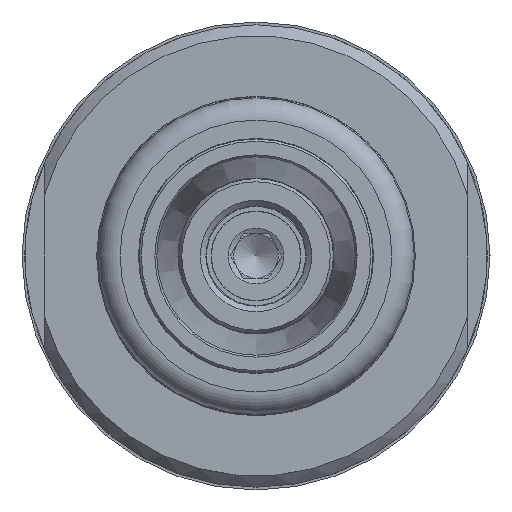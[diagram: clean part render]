
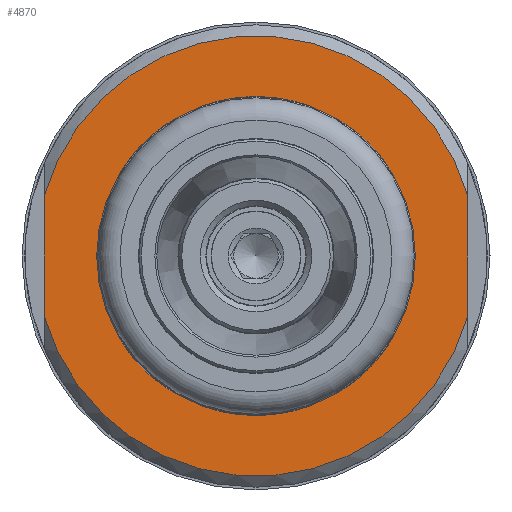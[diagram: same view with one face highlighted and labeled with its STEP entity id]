
A CAD part, left-side view. The second image highlights one B-rep face of the part: STEP entity #4870.
In plain terms, the highlighted planar face has unit normal (-1, 0, 0).
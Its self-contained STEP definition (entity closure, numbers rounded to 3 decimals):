
#356=LINE('',#9471,#658);
#357=LINE('',#9473,#659);
#658=VECTOR('',#6555,10.782);
#659=VECTOR('',#6556,10.782);
#857=FACE_BOUND('',#1907,.T.);
#1491=FACE_OUTER_BOUND('',#1906,.T.);
#1906=EDGE_LOOP('',(#4298,#4299,#4300,#4301));
#1907=EDGE_LOOP('',(#4302));
#2193=CIRCLE('',#5346,19.75);
#2194=CIRCLE('',#5348,19.75);
#2195=CIRCLE('',#5349,8.);
#2617=VERTEX_POINT('',#9457);
#2620=VERTEX_POINT('',#9464);
#2621=VERTEX_POINT('',#9470);
#2622=VERTEX_POINT('',#9472);
#2623=VERTEX_POINT('',#9475);
#3205=EDGE_CURVE('',#2620,#2617,#2193,.T.);
#3206=EDGE_CURVE('',#2621,#2617,#356,.T.);
#3207=EDGE_CURVE('',#2620,#2622,#357,.T.);
#3208=EDGE_CURVE('',#2621,#2622,#2194,.T.);
#3209=EDGE_CURVE('',#2623,#2623,#2195,.T.);
#4298=ORIENTED_EDGE('',*,*,#3206,.T.);
#4299=ORIENTED_EDGE('',*,*,#3205,.F.);
#4300=ORIENTED_EDGE('',*,*,#3207,.T.);
#4301=ORIENTED_EDGE('',*,*,#3208,.F.);
#4302=ORIENTED_EDGE('',*,*,#3209,.T.);
#4588=PLANE('',#5347);
#4870=ADVANCED_FACE('',(#1491,#857),#4588,.T.);
#5346=AXIS2_PLACEMENT_3D('',#9468,#6551,#6552);
#5347=AXIS2_PLACEMENT_3D('',#9469,#6553,#6554);
#5348=AXIS2_PLACEMENT_3D('',#9474,#6557,#6558);
#5349=AXIS2_PLACEMENT_3D('',#9476,#6559,#6560);
#6551=DIRECTION('center_axis',(1.,0.,0.));
#6552=DIRECTION('ref_axis',(0.,0.,
1.));
#6553=DIRECTION('center_axis',(-1.,0.,0.));
#6554=DIRECTION('ref_axis',(0.,-1.,0.));
#6555=DIRECTION('',(0.,0.,-1.));
#6556=DIRECTION('',(0.,0.,1.));
#6557=DIRECTION('center_axis',(1.,0.,0.));
#6558=DIRECTION('ref_axis',(0.,0.,
1.));
#6559=DIRECTION('center_axis',(1.,0.,0.));
#6560=DIRECTION('ref_axis',(0.,0.,
1.));
#9457=CARTESIAN_POINT('',(-87.5,19.,-5.391));
#9464=CARTESIAN_POINT('',(-87.5,-19.,-5.391));
#9468=CARTESIAN_POINT('Origin',(-87.5,0.,
0.));
#9469=CARTESIAN_POINT('Origin',(-87.5,0.,
13.875));
#9470=CARTESIAN_POINT('',(-87.5,19.,5.391));
#9471=CARTESIAN_POINT('',(-87.5,19.,1.392));
#9472=CARTESIAN_POINT('',(-87.5,-19.,5.391));
#9473=CARTESIAN_POINT('',(-87.5,-19.,12.483));
#9474=CARTESIAN_POINT('Origin',(-87.5,0.,
0.));
#9475=CARTESIAN_POINT('',(-87.5,0.,8.));
#9476=CARTESIAN_POINT('Origin',(-87.5,0.,
0.));
